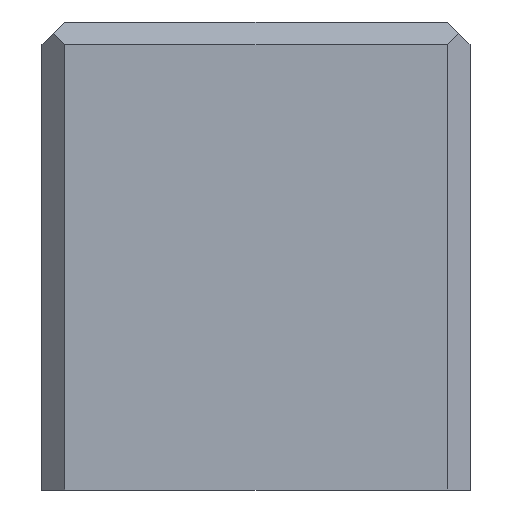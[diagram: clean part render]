
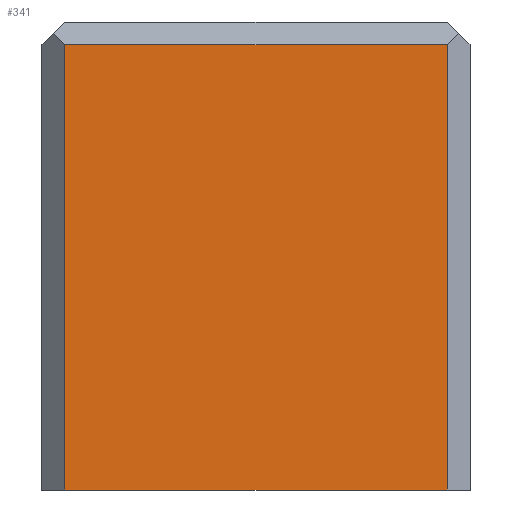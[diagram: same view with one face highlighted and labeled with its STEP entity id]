
A CAD part, front view. The second image highlights one B-rep face of the part: STEP entity #341.
In plain terms, the highlighted planar face has unit normal (0, -1, 0.009).
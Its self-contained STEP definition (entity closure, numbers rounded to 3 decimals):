
#321=AXIS2_PLACEMENT_3D('Plane Axis2P3D',#318,#319,#320) ;
#245=CARTESIAN_POINT('Vertex',(0.8,23.033,0.)) ;
#248=CARTESIAN_POINT('Line Origine',(0.8,23.101,7.804)) ;
#252=CARTESIAN_POINT('Vertex',(0.8,23.169,15.6)) ;
#289=CARTESIAN_POINT('Vertex',(14.2,23.033,0.)) ;
#294=CARTESIAN_POINT('Line Origine',(7.5,23.033,0.)) ;
#318=CARTESIAN_POINT('Axis2P3D Location',(0.,23.033,0.)) ;
#323=CARTESIAN_POINT('Line Origine',(14.2,23.101,7.8)) ;
#327=CARTESIAN_POINT('Vertex',(14.2,23.169,15.6)) ;
#330=CARTESIAN_POINT('Line Origine',(7.5,23.169,15.6)) ;
#249=DIRECTION('Vector Direction',(0.,0.009,1.)) ;
#295=DIRECTION('Vector Direction',(1.,0.,0.)) ;
#319=DIRECTION('Axis2P3D Direction',(0.,1.,-0.009)) ;
#320=DIRECTION('Axis2P3D XDirection',(0.,0.009,1.)) ;
#324=DIRECTION('Vector Direction',(0.,0.009,1.)) ;
#331=DIRECTION('Vector Direction',(-1.,0.,0.)) ;
#250=VECTOR('Line Direction',#249,1.) ;
#296=VECTOR('Line Direction',#295,1.) ;
#325=VECTOR('Line Direction',#324,1.) ;
#332=VECTOR('Line Direction',#331,1.) ;
#336=ORIENTED_EDGE('',*,*,#329,.F.) ;
#337=ORIENTED_EDGE('',*,*,#334,.F.) ;
#338=ORIENTED_EDGE('',*,*,#254,.T.) ;
#339=ORIENTED_EDGE('',*,*,#298,.T.) ;
#341=ADVANCED_FACE('Body.2',(#340),#322,.F.) ;
#254=EDGE_CURVE('',#253,#246,#251,.F.) ;
#298=EDGE_CURVE('',#246,#290,#297,.T.) ;
#329=EDGE_CURVE('',#328,#290,#326,.F.) ;
#334=EDGE_CURVE('',#253,#328,#333,.F.) ;
#335=EDGE_LOOP('',(#336,#337,#338,#339)) ;
#340=FACE_OUTER_BOUND('',#335,.T.) ;
#251=LINE('Line',#248,#250) ;
#297=LINE('Line',#294,#296) ;
#326=LINE('Line',#323,#325) ;
#333=LINE('Line',#330,#332) ;
#322=PLANE('',#321) ;
#246=VERTEX_POINT('',#245) ;
#253=VERTEX_POINT('',#252) ;
#290=VERTEX_POINT('',#289) ;
#328=VERTEX_POINT('',#327) ;
